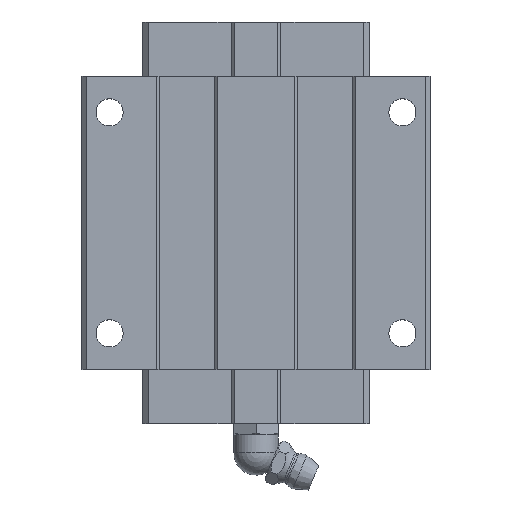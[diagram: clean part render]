
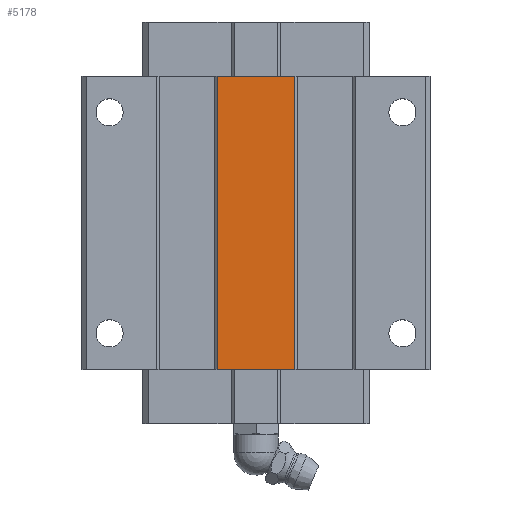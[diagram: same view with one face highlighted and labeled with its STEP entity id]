
A CAD part, top view. The second image highlights one B-rep face of the part: STEP entity #5178.
In plain terms, the highlighted planar face has unit normal (0, 0, 1).
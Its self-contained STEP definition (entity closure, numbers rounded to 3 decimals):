
#3 = ORIENTED_EDGE ( 'NONE', *, *, #1944, .F. ) ;
#193 = LINE ( 'NONE', #5649, #6224 ) ;
#441 = CARTESIAN_POINT ( 'NONE',  ( -7., -26.55, 30. ) ) ;
#577 = VERTEX_POINT ( 'NONE', #4563 ) ;
#724 = DIRECTION ( 'NONE',  ( 0., 1., 0. ) ) ;
#1129 = VECTOR ( 'NONE', #2827, 1000. ) ;
#1345 = ORIENTED_EDGE ( 'NONE', *, *, #6339, .T. ) ;
#1520 = DIRECTION ( 'NONE',  ( 0., 0., 1. ) ) ;
#1675 = CARTESIAN_POINT ( 'NONE',  ( -7., 26.55, 30. ) ) ;
#1682 = CARTESIAN_POINT ( 'NONE',  ( -7., -26.55, 30. ) ) ;
#1709 = ORIENTED_EDGE ( 'NONE', *, *, #5313, .T. ) ;
#1723 = LINE ( 'NONE', #1756, #1129 ) ;
#1756 = CARTESIAN_POINT ( 'NONE',  ( -7., 26.55, 30. ) ) ;
#1944 = EDGE_CURVE ( 'NONE', #577, #2250, #3764, .T. ) ;
#2126 = CARTESIAN_POINT ( 'NONE',  ( 7., 26.55, 30. ) ) ;
#2250 = VERTEX_POINT ( 'NONE', #1675 ) ;
#2274 = VECTOR ( 'NONE', #4322, 1000. ) ;
#2827 = DIRECTION ( 'NONE',  ( 1., 0., 0. ) ) ;
#3667 = DIRECTION ( 'NONE',  ( 0., 1., 0. ) ) ;
#3764 = LINE ( 'NONE', #1682, #4847 ) ;
#3935 = FACE_OUTER_BOUND ( 'NONE', #5311, .T. ) ;
#3991 = CARTESIAN_POINT ( 'NONE',  ( 7., -26.55, 30. ) ) ;
#3999 = EDGE_CURVE ( 'NONE', #2250, #6422, #1723, .T. ) ;
#4223 = CARTESIAN_POINT ( 'NONE',  ( -7., -26.55, 30. ) ) ;
#4322 = DIRECTION ( 'NONE',  ( 1., 0., 0. ) ) ;
#4563 = CARTESIAN_POINT ( 'NONE',  ( -7., -26.55, 30. ) ) ;
#4697 = ORIENTED_EDGE ( 'NONE', *, *, #3999, .F. ) ;
#4847 = VECTOR ( 'NONE', #3667, 1000. ) ;
#5178 = ADVANCED_FACE ( 'NONE', ( #3935 ), #6354, .T. ) ;
#5311 = EDGE_LOOP ( 'NONE', ( #4697, #3, #1709, #1345 ) ) ;
#5313 = EDGE_CURVE ( 'NONE', #577, #5463, #5547, .T. ) ;
#5463 = VERTEX_POINT ( 'NONE', #3991 ) ;
#5547 = LINE ( 'NONE', #4223, #2274 ) ;
#5628 = AXIS2_PLACEMENT_3D ( 'NONE', #441, #1520, #5909 ) ;
#5649 = CARTESIAN_POINT ( 'NONE',  ( 7., -26.55, 30. ) ) ;
#5909 = DIRECTION ( 'NONE',  ( 1., 0., 0. ) ) ;
#6224 = VECTOR ( 'NONE', #724, 1000. ) ;
#6339 = EDGE_CURVE ( 'NONE', #5463, #6422, #193, .T. ) ;
#6354 = PLANE ( 'NONE',  #5628 ) ;
#6422 = VERTEX_POINT ( 'NONE', #2126 ) ;
